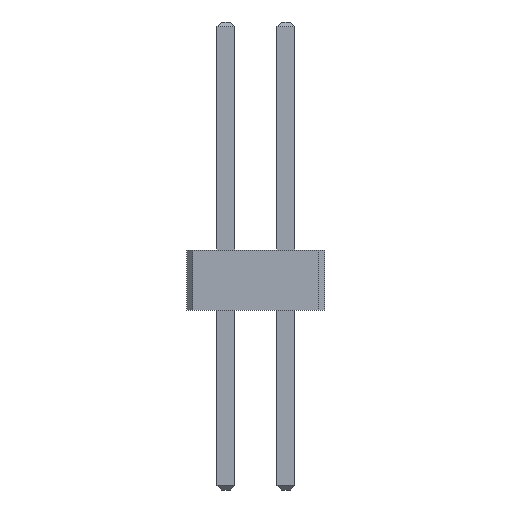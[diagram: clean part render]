
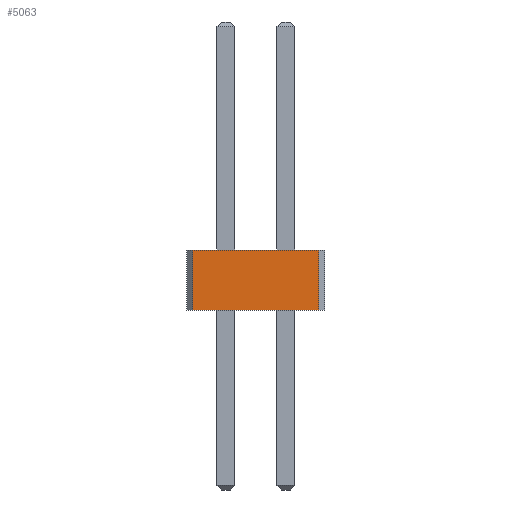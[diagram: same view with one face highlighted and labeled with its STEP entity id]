
A CAD part, front view. The second image highlights one B-rep face of the part: STEP entity #5063.
In plain terms, the highlighted planar face has unit normal (0, -1, 0).
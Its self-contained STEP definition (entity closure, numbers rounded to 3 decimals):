
#431 = VERTEX_POINT('',#432);
#432 = CARTESIAN_POINT('',(1.55,-14.5,0.));
#438 = EDGE_CURVE('',#439,#431,#441,.T.);
#439 = VERTEX_POINT('',#440);
#440 = CARTESIAN_POINT('',(-0.55,-14.5,0.));
#441 = LINE('',#442,#443);
#442 = CARTESIAN_POINT('',(-0.65,-14.5,0.));
#443 = VECTOR('',#444,1.);
#444 = DIRECTION('',(1.,0.,0.));
#2211 = VERTEX_POINT('',#2212);
#2212 = CARTESIAN_POINT('',(-0.55,-14.5,1.));
#2218 = EDGE_CURVE('',#2211,#2219,#2221,.T.);
#2219 = VERTEX_POINT('',#2220);
#2220 = CARTESIAN_POINT('',(1.55,-14.5,1.));
#2221 = LINE('',#2222,#2223);
#2222 = CARTESIAN_POINT('',(-0.65,-14.5,1.));
#2223 = VECTOR('',#2224,1.);
#2224 = DIRECTION('',(1.,0.,0.));
#5053 = EDGE_CURVE('',#439,#2211,#5054,.T.);
#5054 = LINE('',#5055,#5056);
#5055 = CARTESIAN_POINT('',(-0.55,-14.5,0.));
#5056 = VECTOR('',#5057,1.);
#5057 = DIRECTION('',(0.,0.,1.));
#5063 = ADVANCED_FACE('',(#5064),#5075,.F.);
#5064 = FACE_BOUND('',#5065,.F.);
#5065 = EDGE_LOOP('',(#5066,#5067,#5068,#5069));
#5066 = ORIENTED_EDGE('',*,*,#438,.F.);
#5067 = ORIENTED_EDGE('',*,*,#5053,.T.);
#5068 = ORIENTED_EDGE('',*,*,#2218,.T.);
#5069 = ORIENTED_EDGE('',*,*,#5070,.F.);
#5070 = EDGE_CURVE('',#431,#2219,#5071,.T.);
#5071 = LINE('',#5072,#5073);
#5072 = CARTESIAN_POINT('',(1.55,-14.5,0.));
#5073 = VECTOR('',#5074,1.);
#5074 = DIRECTION('',(0.,0.,1.));
#5075 = PLANE('',#5076);
#5076 = AXIS2_PLACEMENT_3D('',#5077,#5078,#5079);
#5077 = CARTESIAN_POINT('',(-0.65,-14.5,0.));
#5078 = DIRECTION('',(0.,1.,0.));
#5079 = DIRECTION('',(1.,0.,0.));
